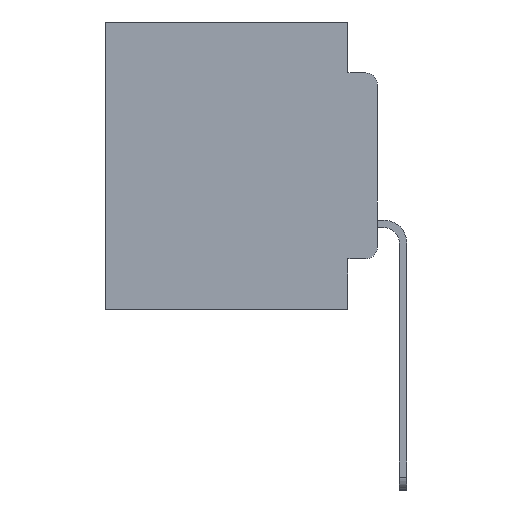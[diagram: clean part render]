
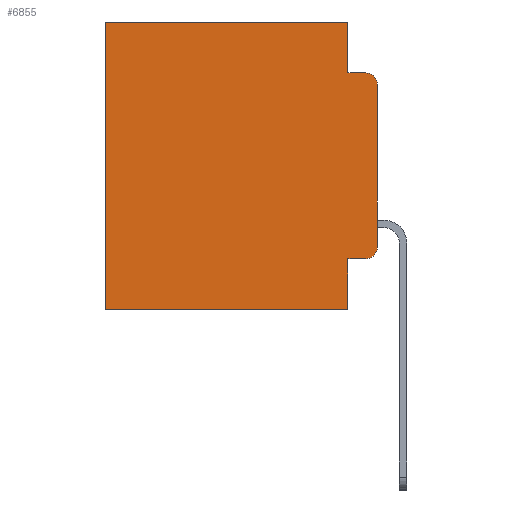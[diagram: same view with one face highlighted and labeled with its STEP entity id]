
A CAD part, left-side view. The second image highlights one B-rep face of the part: STEP entity #6855.
In plain terms, the highlighted planar face has unit normal (-1, 0, 0).
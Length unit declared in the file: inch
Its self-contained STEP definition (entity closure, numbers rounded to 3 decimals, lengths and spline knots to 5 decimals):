
#420 = VECTOR ( 'NONE', #11716, 39.37008 ) ;
#559 = CARTESIAN_POINT ( 'NONE',  ( 0.298, 0., 0. ) ) ;
#773 = DIRECTION ( 'NONE',  ( 0., 0., -1. ) ) ;
#857 = LINE ( 'NONE', #559, #19996 ) ;
#923 = AXIS2_PLACEMENT_3D ( 'NONE', #11113, #11020, #22571 ) ;
#1159 = EDGE_CURVE ( 'NONE', #14365, #25096, #1249, .T. ) ;
#1227 = LINE ( 'NONE', #7441, #24559 ) ;
#1249 = LINE ( 'NONE', #3172, #12196 ) ;
#1490 = ORIENTED_EDGE ( 'NONE', *, *, #16382, .F. ) ;
#1743 = EDGE_CURVE ( 'NONE', #17198, #25096, #1227, .T. ) ;
#2320 = EDGE_CURVE ( 'NONE', #22280, #17198, #2589, .T. ) ;
#2482 = ORIENTED_EDGE ( 'NONE', *, *, #26559, .F. ) ;
#2589 = LINE ( 'NONE', #12149, #11448 ) ;
#3172 = CARTESIAN_POINT ( 'NONE',  ( 0.298, 0.473, 0. ) ) ;
#5671 = CARTESIAN_POINT ( 'NONE',  ( 0.298, 0.473, 0. ) ) ;
#5908 = EDGE_CURVE ( 'NONE', #22280, #11848, #15849, .T. ) ;
#6154 = EDGE_LOOP ( 'NONE', ( #13813, #10998, #1490, #2482, #11353, #15948, #8371, #17747, #15787, #23211 ) ) ;
#6408 = CARTESIAN_POINT ( 'NONE',  ( 0.298, 0., 0. ) ) ;
#6855 = ADVANCED_FACE ( 'NONE', ( #20023 ), #15718, .F. ) ;
#6982 = DIRECTION ( 'NONE',  ( 0., 0., -1. ) ) ;
#7177 = DIRECTION ( 'NONE',  ( 1., 0., 0. ) ) ;
#7182 = CARTESIAN_POINT ( 'NONE',  ( 0.298, 0.051, 0. ) ) ;
#7340 = DIRECTION ( 'NONE',  ( 0., 1., 0. ) ) ;
#7343 = CARTESIAN_POINT ( 'NONE',  ( 0.298, 0., -0.3915 ) ) ;
#7441 = CARTESIAN_POINT ( 'NONE',  ( 0.298, 0., -0.5 ) ) ;
#7478 = EDGE_CURVE ( 'NONE', #16572, #19727, #857, .T. ) ;
#7692 = CARTESIAN_POINT ( 'NONE',  ( 0.298, 0., -0.1085 ) ) ;
#8371 = ORIENTED_EDGE ( 'NONE', *, *, #1743, .F. ) ;
#8574 = CIRCLE ( 'NONE', #12885, 0.02 ) ;
#9551 = DIRECTION ( 'NONE',  ( 0., 0., -1. ) ) ;
#9570 = EDGE_CURVE ( 'NONE', #11848, #19727, #17722, .T. ) ;
#10249 = CARTESIAN_POINT ( 'NONE',  ( 0.298, 0.02, -0.4115 ) ) ;
#10329 = LINE ( 'NONE', #7182, #27933 ) ;
#10998 = ORIENTED_EDGE ( 'NONE', *, *, #20388, .T. ) ;
#11020 = DIRECTION ( 'NONE',  ( -1., 0., 0. ) ) ;
#11113 = CARTESIAN_POINT ( 'NONE',  ( 0.298, 0.02, -0.3915 ) ) ;
#11353 = ORIENTED_EDGE ( 'NONE', *, *, #14456, .T. ) ;
#11448 = VECTOR ( 'NONE', #773, 39.37008 ) ;
#11716 = DIRECTION ( 'NONE',  ( 0., 1., 0. ) ) ;
#11848 = VERTEX_POINT ( 'NONE', #10249 ) ;
#12149 = CARTESIAN_POINT ( 'NONE',  ( 0.298, 0.051, 0. ) ) ;
#12196 = VECTOR ( 'NONE', #18995, 39.37008 ) ;
#12313 = VECTOR ( 'NONE', #21005, 39.37008 ) ;
#12885 = AXIS2_PLACEMENT_3D ( 'NONE', #14454, #25322, #16067 ) ;
#13813 = ORIENTED_EDGE ( 'NONE', *, *, #7478, .F. ) ;
#14365 = VERTEX_POINT ( 'NONE', #5671 ) ;
#14454 = CARTESIAN_POINT ( 'NONE',  ( 0.298, 0.02, -0.1085 ) ) ;
#14456 = EDGE_CURVE ( 'NONE', #15961, #14365, #16334, .T. ) ;
#14546 = VERTEX_POINT ( 'NONE', #15407 ) ;
#14798 = DIRECTION ( 'NONE',  ( 0., -1., 0. ) ) ;
#15407 = CARTESIAN_POINT ( 'NONE',  ( 0.298, 0.051, -0.0885 ) ) ;
#15512 = LINE ( 'NONE', #16754, #12313 ) ;
#15718 = PLANE ( 'NONE',  #22287 ) ;
#15787 = ORIENTED_EDGE ( 'NONE', *, *, #5908, .T. ) ;
#15849 = LINE ( 'NONE', #28093, #24696 ) ;
#15948 = ORIENTED_EDGE ( 'NONE', *, *, #1159, .T. ) ;
#15961 = VERTEX_POINT ( 'NONE', #28108 ) ;
#16067 = DIRECTION ( 'NONE',  ( 0., 0., -1. ) ) ;
#16334 = LINE ( 'NONE', #23064, #420 ) ;
#16382 = EDGE_CURVE ( 'NONE', #14546, #22859, #15512, .T. ) ;
#16572 = VERTEX_POINT ( 'NONE', #7692 ) ;
#16754 = CARTESIAN_POINT ( 'NONE',  ( 0.298, 0.051, -0.0885 ) ) ;
#17198 = VERTEX_POINT ( 'NONE', #17457 ) ;
#17457 = CARTESIAN_POINT ( 'NONE',  ( 0.298, 0.051, -0.5 ) ) ;
#17722 = CIRCLE ( 'NONE', #923, 0.02 ) ;
#17747 = ORIENTED_EDGE ( 'NONE', *, *, #2320, .F. ) ;
#18995 = DIRECTION ( 'NONE',  ( 0., 0., -1. ) ) ;
#19727 = VERTEX_POINT ( 'NONE', #7343 ) ;
#19996 = VECTOR ( 'NONE', #9551, 39.37008 ) ;
#20023 = FACE_OUTER_BOUND ( 'NONE', #6154, .T. ) ;
#20388 = EDGE_CURVE ( 'NONE', #16572, #22859, #8574, .T. ) ;
#21005 = DIRECTION ( 'NONE',  ( 0., -1., 0. ) ) ;
#22280 = VERTEX_POINT ( 'NONE', #22926 ) ;
#22287 = AXIS2_PLACEMENT_3D ( 'NONE', #6408, #7177, #25172 ) ;
#22571 = DIRECTION ( 'NONE',  ( 0., 0., -1. ) ) ;
#22859 = VERTEX_POINT ( 'NONE', #27912 ) ;
#22926 = CARTESIAN_POINT ( 'NONE',  ( 0.298, 0.051, -0.4115 ) ) ;
#23064 = CARTESIAN_POINT ( 'NONE',  ( 0.298, 0., 0. ) ) ;
#23211 = ORIENTED_EDGE ( 'NONE', *, *, #9570, .T. ) ;
#24559 = VECTOR ( 'NONE', #7340, 39.37008 ) ;
#24696 = VECTOR ( 'NONE', #14798, 39.37008 ) ;
#25096 = VERTEX_POINT ( 'NONE', #28999 ) ;
#25172 = DIRECTION ( 'NONE',  ( 0., 0., -1. ) ) ;
#25322 = DIRECTION ( 'NONE',  ( -1., 0., 0. ) ) ;
#26559 = EDGE_CURVE ( 'NONE', #15961, #14546, #10329, .T. ) ;
#27912 = CARTESIAN_POINT ( 'NONE',  ( 0.298, 0.02, -0.0885 ) ) ;
#27933 = VECTOR ( 'NONE', #6982, 39.37008 ) ;
#28093 = CARTESIAN_POINT ( 'NONE',  ( 0.298, 0.051, -0.4115 ) ) ;
#28108 = CARTESIAN_POINT ( 'NONE',  ( 0.298, 0.051, 0. ) ) ;
#28999 = CARTESIAN_POINT ( 'NONE',  ( 0.298, 0.473, -0.5 ) ) ;
